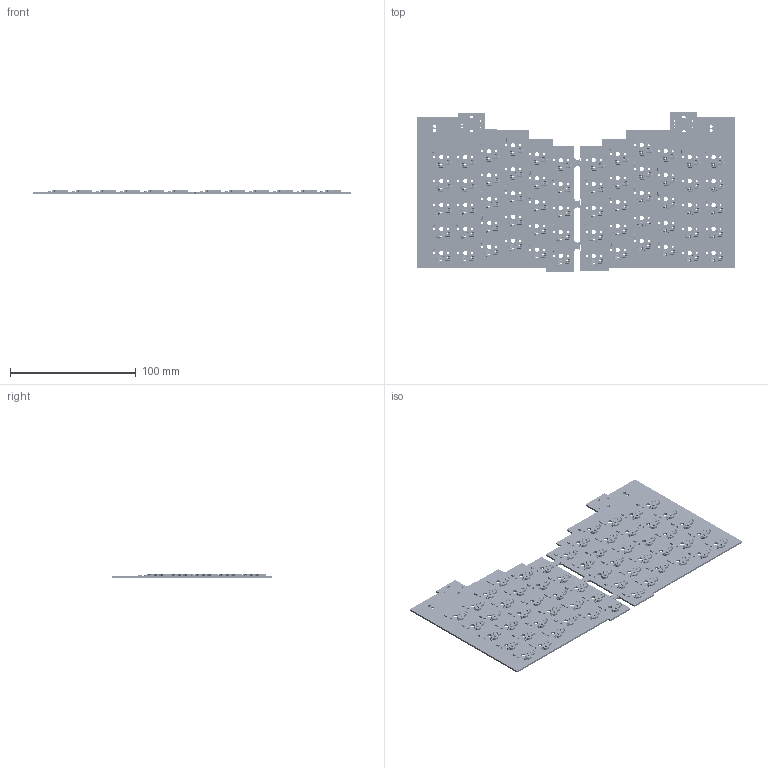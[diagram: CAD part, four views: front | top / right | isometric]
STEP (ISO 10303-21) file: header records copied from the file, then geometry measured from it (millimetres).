
FILE_DESCRIPTION(('KiCad electronic assembly'),'2;1');
FILE_NAME('bluekeeb.step','2025-12-16T13:15:41',('Pcbnew'),('Kicad'), 'Open CASCADE STEP processor 7.9','KiCad to STEP converter','Unknown' );
FILE_SCHEMA(('AUTOMOTIVE_DESIGN { 1 0 10303 214 1 1 1 1 }'));
Length unit declared in the file: millimetre
Products named in the file (6): bluekeeb 1; D_SOD-123; HS_CPG135001S30_Choc; pin; socket; bluekeeb_PCB
Assembly tree (124 placements, depth 3):
  bluekeeb 1
    D_SOD-123  x60
    HS_CPG135001S30_Choc  x60
      pin
      socket
    bluekeeb_PCB
Bounding box: 253 x 126.5 x 3.55 mm (x, y, z)
Volume: 44607.2 mm3; surface area: 75693.1 mm2
Topology: 241 solids, 241 shells, 22347 faces, 55935 edges, 34430 vertices
Faces by surface type: plane 12893, cylinder 5254, bspline 3000, torus 600, cone 600
Full cylindrical faces by diameter (mm): 0.5 x66, 1 x10, 1.7 x120, 2.5 x4, 2.9 x120, 3 x120, 3.4 x60
Entity records: 26862 total; most frequent: CARTESIAN_POINT 4687, DIRECTION 4510, ORIENTED_EDGE 4018, EDGE_CURVE 2009, AXIS2_PLACEMENT_3D 1750, FACE_BOUND 1502, EDGE_LOOP 1502, VERTEX_POINT 1303
